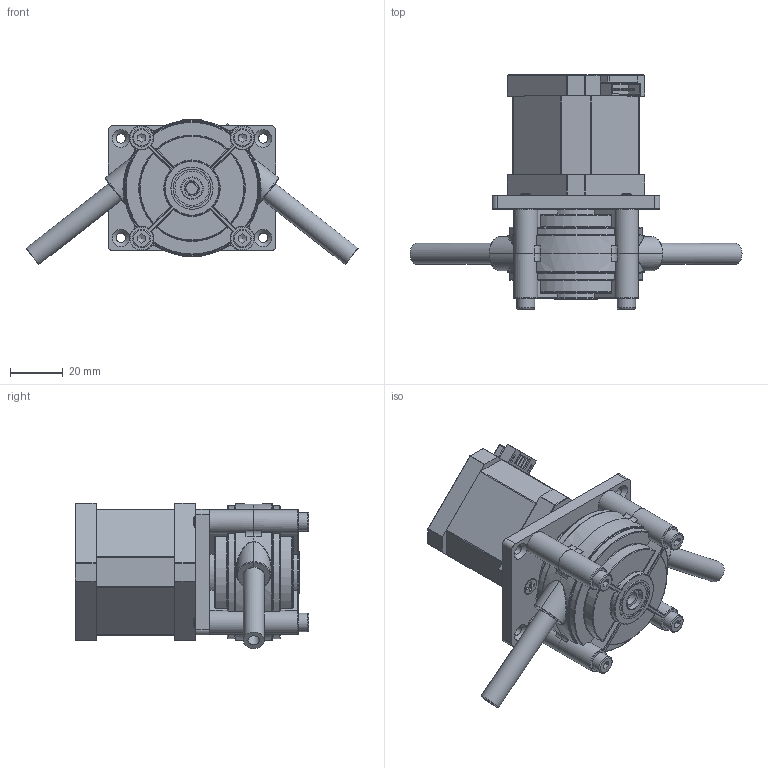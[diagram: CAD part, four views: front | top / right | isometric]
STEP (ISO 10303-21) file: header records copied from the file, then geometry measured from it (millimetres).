
FILE_DESCRIPTION(('FreeCAD Model'),'2;1');
FILE_NAME('Open CASCADE Shape Model','2024-11-27T23:14:34',('Author'),( ''),'Open CASCADE STEP processor 7.6','FreeCAD','Unknown');
FILE_SCHEMA(('AUTOMOTIVE_DESIGN { 1 0 10303 214 1 1 1 1 }'));
Length unit declared in the file: millimetre
Products named in the file (27): Peristaltic Pump; Крышка насоса; Ball Bearing 5 x 16 x 5; Ball Bearing 5 x 16 x 006; Блок_ролик007; Блок_ролик; Блок_ролик001; Блок_ролик002; Блок_ролик003; Блок_ролик004; Блок_ролик005; Блок_ролик006; Крышка насоса001; Трубка силиконовая; Проставка005; Проставка; Проставка001; Проставка002; Проставка003; Проставка004; Nema 17 Stepper Motor; CSN 02 1143 - M4 x 0,7 x 40(1); CSN 02 1143 - M4 x 0,7 x 40(1)001; CSN 02 1143 - M4 x 0,7 x 40(1)002; CSN 02 1143 - M4 x 0,7 x 40(1)003; AS 1427 - M3,5 x 5(5) I; AS 1427 - M3,5 x 5(5) I001
Assembly tree (26 placements, depth 3):
  Peristaltic Pump
    Крышка насоса
    Ball Bearing 5 x 16 x 5
    Ball Bearing 5 x 16 x 006
    Блок_ролик007
      Блок_ролик
      Блок_ролик001
      Блок_ролик002
      Блок_ролик003
      Блок_ролик004
      Блок_ролик005
      Блок_ролик006
    Крышка насоса001
    Трубка силиконовая
    Проставка005
      Проставка
      Проставка001
      Проставка002
      Проставка003
      Проставка004
    Nema 17 Stepper Motor
    CSN 02 1143 - M4 x 0,7 x 40(1)
    CSN 02 1143 - M4 x 0,7 x 40(1)001
    CSN 02 1143 - M4 x 0,7 x 40(1)002
    CSN 02 1143 - M4 x 0,7 x 40(1)003
    AS 1427 - M3,5 x 5(5) I
    AS 1427 - M3,5 x 5(5) I001
Bounding box: 126.28 x 89 x 55.22 mm (x, y, z)
Volume: 133862.5 mm3; surface area: 62805.3 mm2
Topology: 24 solids, 24 shells, 1139 faces, 3073 edges, 2024 vertices
Faces by surface type: cylinder 534, plane 393, torus 112, cone 44, bspline 36, sphere 20
Full cylindrical faces by diameter (mm): 0.8 x6, 2.656 x30, 2.729 x38, 2.98 x2, 3 x90, 3.132 x2, 3.25 x4, 3.5 x4, 3.6 x10, 4 x12, 4.4 x2, 5 x6, 6 x12, 6.1 x2, 7 x12, 8 x7, 8.6 x6, 9 x2, 11.2 x3, 12 x1, 13 x2, 14.4 x4, 16 x4, 22.5 x1, 33 x2, 35 x2, 43 x2
Entity records: 48680 total; most frequent: CARTESIAN_POINT 17603, ORIENTED_EDGE 6090, DIRECTION 5957, EDGE_CURVE 3045, AXIS2_PLACEMENT_3D 2376, VERTEX_POINT 2024, FACE_BOUND 1337, EDGE_LOOP 1337
